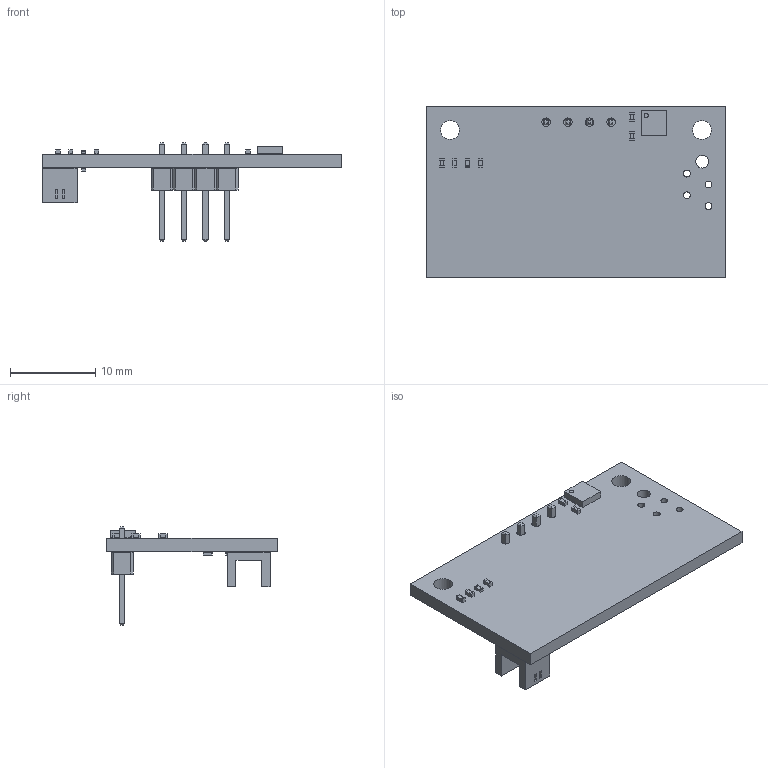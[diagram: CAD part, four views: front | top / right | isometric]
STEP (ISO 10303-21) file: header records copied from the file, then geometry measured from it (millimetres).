
FILE_DESCRIPTION(('KiCad electronic assembly'),'2;1');
FILE_NAME('m3_v2.1_pcb.step','2019-12-03T15:54:44',('An Author'),( 'A Company'),'Open CASCADE STEP processor 6.9', 'KiCad to STEP converter','Unknown');
FILE_SCHEMA(('AUTOMOTIVE_DESIGN { 1 0 10303 214 1 1 1 1 }'));
Length unit declared in the file: millimetre
Products named in the file (12): Open CASCADE STEP translator 6.9 1; C_0402_1005Metric; SOLID; PinHeader_1x04_P2.54mm_Vertical; R_0402_1005Metric; DFN-6-1EP_3x3mm_P0.95mm_EP1.7x2.6mm; vishay_tcut1350x01; COMPOUND
Assembly tree (18 placements, depth 3):
  Open CASCADE STEP translator 6.9 1
    C_0402_1005Metric  x5
      SOLID
    PinHeader_1x04_P2.54mm_Vertical
      SOLID
    R_0402_1005Metric  x4
      SOLID
    DFN-6-1EP_3x3mm_P0.95mm_EP1.7x2.6mm
      SOLID
    vishay_tcut1350x01
      SOLID
    COMPOUND
Bounding box: 35 x 20 x 11.54 mm (x, y, z)
Volume: 1227.7 mm3; surface area: 1990.3 mm2
Topology: 13 solids, 13 shells, 429 faces, 1101 edges, 718 vertices
Faces by surface type: plane 325, cylinder 104
Full cylindrical faces by diameter (mm): 0.5 x1, 0.8 x4, 1 x4, 1.5 x1, 2.2 x2
Entity records: 16834 total; most frequent: CARTESIAN_POINT 2605, DIRECTION 2386, LINE 1699, VECTOR 1699, ORIENTED_EDGE 1218, PCURVE 1218, DEFINITIONAL_REPRESENTATION 1218, EDGE_CURVE 609
